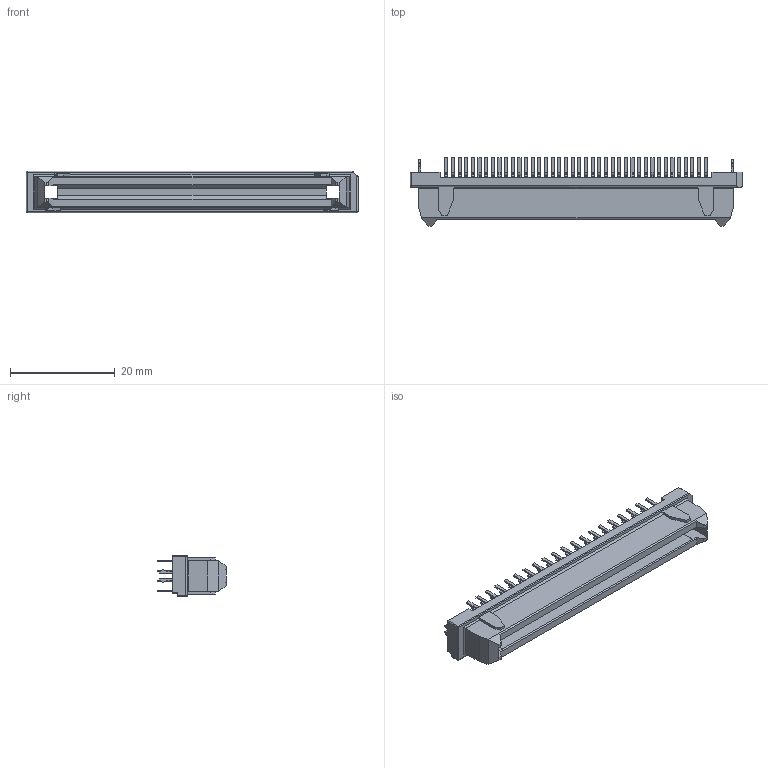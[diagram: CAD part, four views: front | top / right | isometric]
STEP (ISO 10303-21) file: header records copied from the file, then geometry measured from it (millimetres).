
FILE_DESCRIPTION (( 'STEP AP203' ), '1' );
FILE_NAME ('K3D-TX24-80R-6ST-H1E-V3_JAE_Proprietary.STEP', '2015-02-05T05:00:54', ( '' ), ( '' ), 'SwSTEP 2.0', 'SolidWorks 2014', '' );
FILE_SCHEMA (( 'CONFIG_CONTROL_DESIGN' ));
Length unit declared in the file: millimetre
Products named in the file (1): K3D-TX24-80R-6ST-H1E-V3_JAE_Proprietary
Bounding box: 63.4 x 13.1 x 8 mm (x, y, z)
Volume: 2526.8 mm3; surface area: 3436.9 mm2
Topology: 1 solids, 1 shells, 1490 faces, 4207 edges, 2797 vertices
Faces by surface type: plane 1154, cylinder 333, sphere 3
Entity records: 47857 total; most frequent: CARTESIAN_POINT 8510, ORIENTED_EDGE 8408, DIRECTION 7840, EDGE_CURVE 4204, VECTOR 3538, LINE 3538, VERTEX_POINT 2797, AXIS2_PLACEMENT_3D 2151
